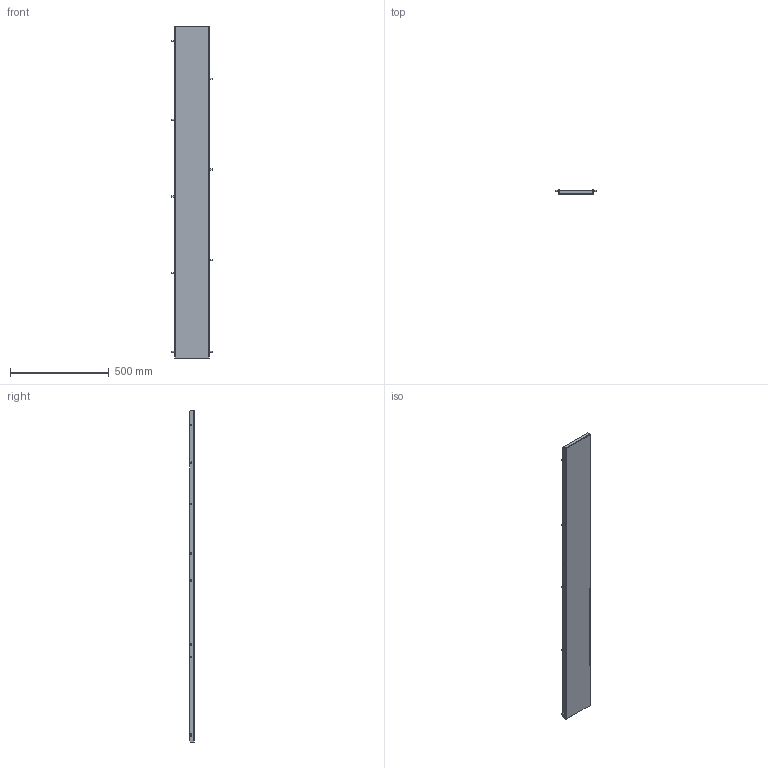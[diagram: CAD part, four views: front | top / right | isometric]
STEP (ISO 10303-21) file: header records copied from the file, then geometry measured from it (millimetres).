
FILE_DESCRIPTION (( 'STEP AP214' ), '1' );
FILE_NAME ('PCV172W Ïàíåëü âåðòèêàëüíàÿ îòñåêà ïðèñîåäèíàíèÿ.STEP', '2018-07-30T13:23:19', ( '' ), ( '' ), 'SwSTEP 2.0', 'SolidWorks 2017', '' );
FILE_SCHEMA (( 'AUTOMOTIVE_DESIGN' ));
Length unit declared in the file: millimetre
Products named in the file (3): PCV172W Ïàíåëü âåðòèêàëüíàÿ îòñåêà ïðèñîåäèíàíèÿ; Âèíò ñàìîíàðåçàþùèé Ì6 DIN 7516À_6å16; AVT001.15.03.02 Ïàíåëü âåðòèêàëüíàÿ_00
Assembly tree (10 placements, depth 2):
  PCV172W Ïàíåëü âåðòèêàëüíàÿ îòñåêà ïðèñîåäèíàíèÿ
    AVT001.15.03.02 Ïàíåëü âåðòèêàëüíàÿ_00
    Âèíò ñàìîíàðåçàþùèé Ì6 DIN 7516À_6å16  x9
Bounding box: 203 x 25 x 1682.5 mm (x, y, z)
Volume: 564368.9 mm3; surface area: 754946.9 mm2
Topology: 10 solids, 10 shells, 261 faces, 672 edges, 440 vertices
Faces by surface type: plane 167, cylinder 76, sphere 18
Entity records: 3108 total; most frequent: DIRECTION 558, CARTESIAN_POINT 498, ORIENTED_EDGE 480, EDGE_CURVE 240, AXIS2_PLACEMENT_3D 212, VERTEX_POINT 152, LINE 134, VECTOR 134
